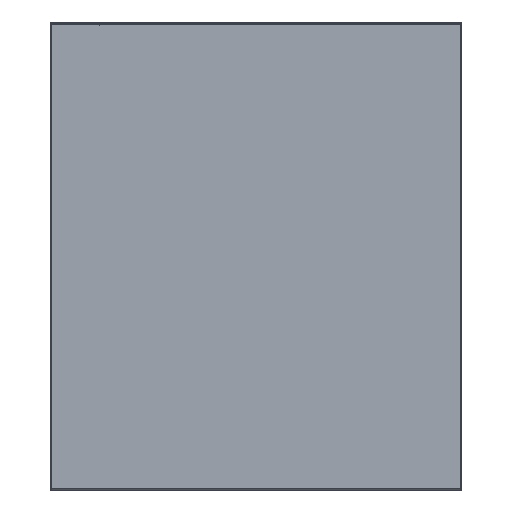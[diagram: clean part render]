
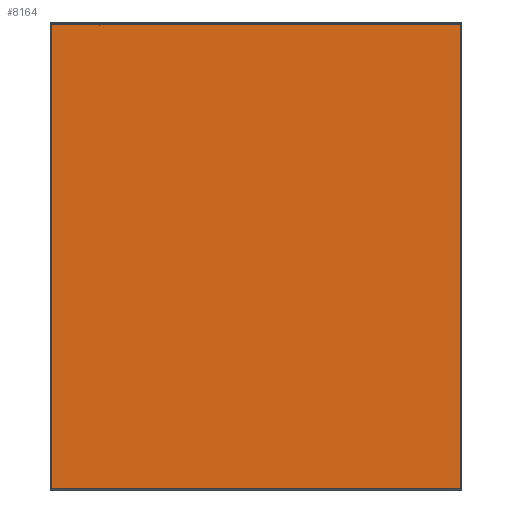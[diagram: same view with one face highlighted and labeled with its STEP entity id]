
A CAD part, left-side view. The second image highlights one B-rep face of the part: STEP entity #8164.
In plain terms, the highlighted planar face has unit normal (-1, 0, 0).
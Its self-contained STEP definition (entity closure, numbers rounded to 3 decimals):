
#347 = DIRECTION ( 'NONE',  ( 0., -1., 0. ) ) ;
#574 = VECTOR ( 'NONE', #3892, 1000. ) ;
#1438 = CARTESIAN_POINT ( 'NONE',  ( -297.5, 400., -227.5 ) ) ;
#1512 = CARTESIAN_POINT ( 'NONE',  ( -297.5, 1., 224.086 ) ) ;
#1925 = EDGE_CURVE ( 'NONE', #10093, #9506, #4091, .T. ) ;
#2096 = DIRECTION ( 'NONE',  ( 0., 1., 0. ) ) ;
#2565 = ORIENTED_EDGE ( 'NONE', *, *, #1925, .T. ) ;
#2990 = DIRECTION ( 'NONE',  ( 0., 0., 1. ) ) ;
#3260 = VECTOR ( 'NONE', #347, 1000. ) ;
#3665 = DIRECTION ( 'NONE',  ( 0., 0., 1. ) ) ;
#3892 = DIRECTION ( 'NONE',  ( 0., 0., -1. ) ) ;
#3951 = EDGE_CURVE ( 'NONE', #8114, #10093, #11036, .T. ) ;
#4091 = LINE ( 'NONE', #7088, #574 ) ;
#4141 = ORIENTED_EDGE ( 'NONE', *, *, #12163, .T. ) ;
#4653 = FACE_OUTER_BOUND ( 'NONE', #11628, .T. ) ;
#4844 = AXIS2_PLACEMENT_3D ( 'NONE', #11490, #12589, #3665 ) ;
#5001 = VECTOR ( 'NONE', #2096, 1000. ) ;
#5721 = CARTESIAN_POINT ( 'NONE',  ( -297.5, 1., -227.5 ) ) ;
#7088 = CARTESIAN_POINT ( 'NONE',  ( -297.5, 399., -228.5 ) ) ;
#7444 = LINE ( 'NONE', #1438, #3260 ) ;
#8114 = VERTEX_POINT ( 'NONE', #1512 ) ;
#8164 = ADVANCED_FACE ( 'NONE', ( #4653 ), #11685, .T. ) ;
#8634 = CARTESIAN_POINT ( 'NONE',  ( -297.5, 399., 224.086 ) ) ;
#8970 = CARTESIAN_POINT ( 'NONE',  ( -297.5, 400., 224.086 ) ) ;
#9506 = VERTEX_POINT ( 'NONE', #11298 ) ;
#9891 = ORIENTED_EDGE ( 'NONE', *, *, #3951, .T. ) ;
#9904 = LINE ( 'NONE', #12762, #10339 ) ;
#10093 = VERTEX_POINT ( 'NONE', #8634 ) ;
#10339 = VECTOR ( 'NONE', #2990, 1000. ) ;
#11036 = LINE ( 'NONE', #8970, #5001 ) ;
#11208 = ORIENTED_EDGE ( 'NONE', *, *, #11712, .T. ) ;
#11298 = CARTESIAN_POINT ( 'NONE',  ( -297.5, 399., -227.5 ) ) ;
#11490 = CARTESIAN_POINT ( 'NONE',  ( -297.5, 400., -228.5 ) ) ;
#11628 = EDGE_LOOP ( 'NONE', ( #2565, #4141, #11208, #9891 ) ) ;
#11685 = PLANE ( 'NONE',  #4844 ) ;
#11712 = EDGE_CURVE ( 'NONE', #12722, #8114, #9904, .T. ) ;
#12163 = EDGE_CURVE ( 'NONE', #9506, #12722, #7444, .T. ) ;
#12589 = DIRECTION ( 'NONE',  ( -1., 0., 0. ) ) ;
#12722 = VERTEX_POINT ( 'NONE', #5721 ) ;
#12762 = CARTESIAN_POINT ( 'NONE',  ( -297.5, 1., -228.5 ) ) ;
